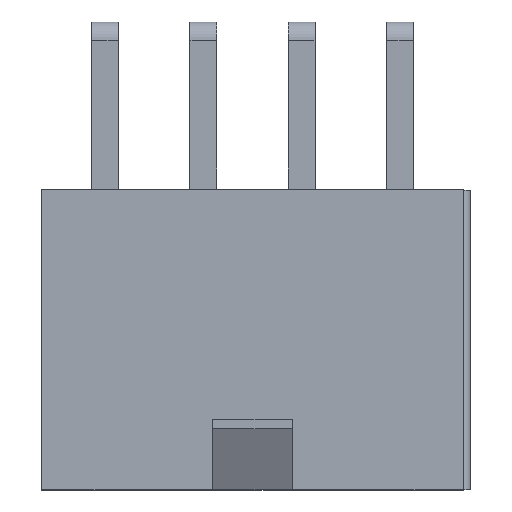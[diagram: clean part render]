
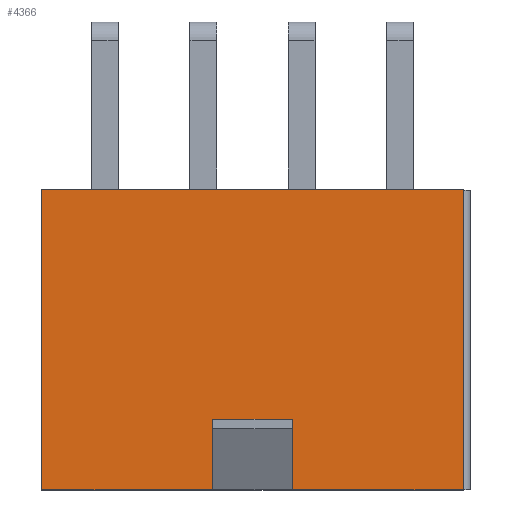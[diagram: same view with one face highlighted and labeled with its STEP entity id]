
A CAD part, top view. The second image highlights one B-rep face of the part: STEP entity #4366.
In plain terms, the highlighted planar face has unit normal (0, 0, 1).
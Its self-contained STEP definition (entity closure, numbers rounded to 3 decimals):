
#543=ORIENTED_EDGE('',*,*,#1734,.F.);
#544=ORIENTED_EDGE('',*,*,#1735,.F.);
#545=ORIENTED_EDGE('',*,*,#1736,.F.);
#546=ORIENTED_EDGE('',*,*,#1622,.F.);
#547=ORIENTED_EDGE('',*,*,#1737,.T.);
#548=ORIENTED_EDGE('',*,*,#1570,.T.);
#549=ORIENTED_EDGE('',*,*,#1738,.F.);
#550=ORIENTED_EDGE('',*,*,#1617,.F.);
#1570=EDGE_CURVE('',#2163,#2161,#2541,.T.);
#1617=EDGE_CURVE('',#2201,#2202,#2587,.T.);
#1622=EDGE_CURVE('',#2205,#2199,#2591,.T.);
#1734=EDGE_CURVE('',#2311,#2201,#2703,.T.);
#1735=EDGE_CURVE('',#2312,#2311,#2704,.T.);
#1736=EDGE_CURVE('',#2199,#2312,#2705,.T.);
#1737=EDGE_CURVE('',#2205,#2163,#2706,.T.);
#1738=EDGE_CURVE('',#2202,#2161,#2707,.T.);
#2161=VERTEX_POINT('',#6773);
#2163=VERTEX_POINT('',#6776);
#2199=VERTEX_POINT('',#6857);
#2201=VERTEX_POINT('',#6861);
#2202=VERTEX_POINT('',#6863);
#2205=VERTEX_POINT('',#6870);
#2311=VERTEX_POINT('',#7103);
#2312=VERTEX_POINT('',#7105);
#2541=LINE('',#6775,#3108);
#2587=LINE('',#6862,#3154);
#2591=LINE('',#6871,#3158);
#2703=LINE('',#7102,#3270);
#2704=LINE('',#7104,#3271);
#2705=LINE('',#7106,#3272);
#2706=LINE('',#7107,#3273);
#2707=LINE('',#7108,#3274);
#3108=VECTOR('',#5012,1000.);
#3154=VECTOR('',#5062,1000.);
#3158=VECTOR('',#5068,1000.);
#3270=VECTOR('',#5208,1000.);
#3271=VECTOR('',#5209,1000.);
#3272=VECTOR('',#5210,1000.);
#3273=VECTOR('',#5211,1000.);
#3274=VECTOR('',#5212,1000.);
#3626=EDGE_LOOP('',(#543,#544,#545,#546,#547,#548,#549,#550));
#3907=FACE_BOUND('',#3626,.T.);
#4138=PLANE('',#4631);
#4366=ADVANCED_FACE('',(#3907),#4138,.T.);
#4631=AXIS2_PLACEMENT_3D('',#7101,#5206,#5207);
#5012=DIRECTION('',(-1.,0.,0.));
#5062=DIRECTION('',(-1.,0.,0.));
#5068=DIRECTION('',(-1.,0.,0.));
#5206=DIRECTION('',(0.,0.,1.));
#5207=DIRECTION('',(1.,0.,0.));
#5208=DIRECTION('',(0.,-1.,0.));
#5209=DIRECTION('',(-1.,0.,0.));
#5210=DIRECTION('',(0.,1.,0.));
#5211=DIRECTION('',(0.,1.,0.));
#5212=DIRECTION('',(0.,1.,0.));
#6773=CARTESIAN_POINT('',(-9.,6.4,4.8));
#6775=CARTESIAN_POINT('',(9.,6.4,4.8));
#6776=CARTESIAN_POINT('',(9.,6.4,4.8));
#6857=CARTESIAN_POINT('',(1.7,-6.4,4.8));
#6861=CARTESIAN_POINT('',(-1.7,-6.4,4.8));
#6862=CARTESIAN_POINT('',(9.,-6.4,4.8));
#6863=CARTESIAN_POINT('',(-9.,-6.4,4.8));
#6870=CARTESIAN_POINT('',(9.,-6.4,4.8));
#6871=CARTESIAN_POINT('',(9.,-6.4,4.8));
#7101=CARTESIAN_POINT('',(9.,-6.4,4.8));
#7102=CARTESIAN_POINT('',(-1.7,-3.4,4.8));
#7103=CARTESIAN_POINT('',(-1.7,-3.4,4.8));
#7104=CARTESIAN_POINT('',(1.7,-3.4,4.8));
#7105=CARTESIAN_POINT('',(1.7,-3.4,4.8));
#7106=CARTESIAN_POINT('',(1.7,-6.4,4.8));
#7107=CARTESIAN_POINT('',(9.,-6.4,4.8));
#7108=CARTESIAN_POINT('',(-9.,-6.4,4.8));
